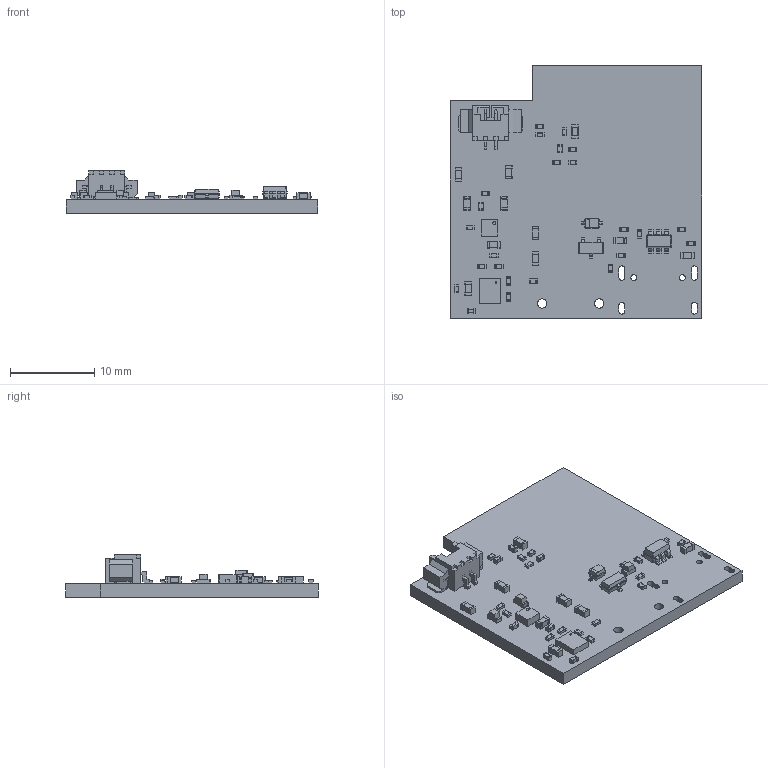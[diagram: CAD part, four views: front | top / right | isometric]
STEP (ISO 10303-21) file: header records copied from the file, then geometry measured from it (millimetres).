
FILE_DESCRIPTION(('KiCad electronic assembly'),'2;1');
FILE_NAME('BlueSlime-C3.step','2024-03-19T16:09:25',('Pcbnew'),('Kicad') ,'Open CASCADE STEP processor 7.7','KiCad to STEP converter','Unknown' );
FILE_SCHEMA(('AUTOMOTIVE_DESIGN { 1 0 10303 214 1 1 1 1 }'));
Length unit declared in the file: millimetre
Products named in the file (22): BlueSlime-C3 1; C_0603_1608Metric; LED_0603_1608Metric; C_0402_1005Metric; R_0402_1005Metric; LGA-12_2x2mm_P0.5mm; LGA_12_2x2mm_P05mm; Bosch_LGA-14_3x2.5mm_P0.5mm; Bosch_LGA_14_3x25mm_P05mm; D_SOD-323; D_SOD_323; Molex_PicoBlade_53261-0271_1x02-1MP_P1.25mm_Horizontal; Molex_53261_0271; SOT-23; SOT_23; SOT-23-6; SOT_23_6; _autosave-BlueSlime-C3_PCB
Assembly tree (52 placements, depth 3):
  BlueSlime-C3 1
    C_0603_1608Metric  x8
      C_0603_1608Metric
    LED_0603_1608Metric  x3
      LED_0603_1608Metric
    C_0402_1005Metric  x7
      C_0402_1005Metric
    R_0402_1005Metric  x17
      R_0402_1005Metric
    LGA-12_2x2mm_P0.5mm
      LGA_12_2x2mm_P05mm
    Bosch_LGA-14_3x2.5mm_P0.5mm
      Bosch_LGA_14_3x25mm_P05mm
    D_SOD-323
      D_SOD_323
    Molex_PicoBlade_53261-0271_1x02-1MP_P1.25mm_Horizontal
      Molex_53261_0271
    SOT-23
      SOT_23
    SOT-23-6
      SOT_23_6
    _autosave-BlueSlime-C3_PCB
Bounding box: 29.97 x 30.1 x 5.05 mm (x, y, z)
Volume: 1458.8 mm3; surface area: 2340.5 mm2
Topology: 42 solids, 42 shells, 1589 faces, 4079 edges, 2642 vertices
Faces by surface type: plane 1100, cylinder 406, bspline 83
Full cylindrical faces by diameter (mm): 0.2 x1, 0.35 x1, 0.7 x2, 1.1 x2
Entity records: 26173 total; most frequent: CARTESIAN_POINT 4038, ORIENTED_EDGE 3578, DIRECTION 3267, EDGE_CURVE 1789, LINE 1477, VECTOR 1477, VERTEX_POINT 1142, AXIS2_PLACEMENT_3D 895
